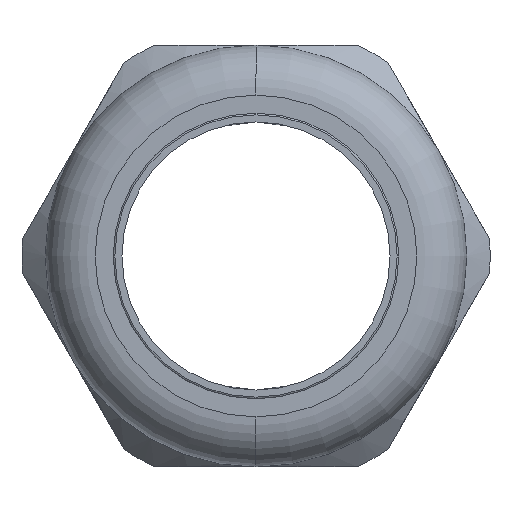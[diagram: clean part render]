
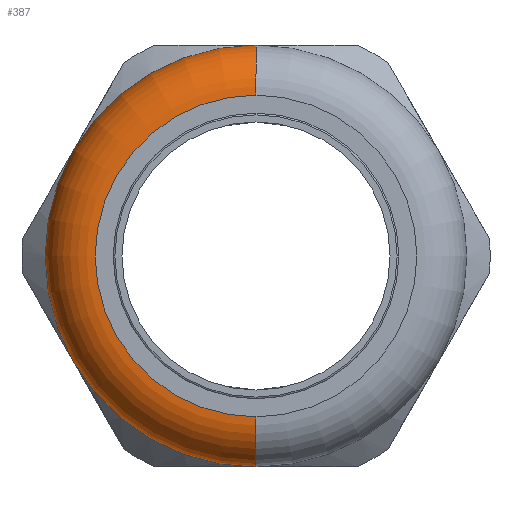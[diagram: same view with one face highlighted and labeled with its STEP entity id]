
A CAD part, left-side view. The second image highlights one B-rep face of the part: STEP entity #387.
In plain terms, the highlighted toroidal (fillet/blend) face has major radius 22.86 mm and minor radius 7.112 mm.
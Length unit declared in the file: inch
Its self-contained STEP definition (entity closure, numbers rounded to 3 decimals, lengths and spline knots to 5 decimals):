
#387 = ADVANCED_FACE ( 'NONE', ( #1283 ), #1282, .T. ) ;
#388 = EDGE_LOOP ( 'NONE', ( #389, #393, #396, #399 ) ) ;
#389 = ORIENTED_EDGE ( 'NONE', *, *, #390, .F. ) ;
#390 = EDGE_CURVE ( 'NONE', #391, #392, #1278, .T. ) ;
#391 = VERTEX_POINT ( 'NONE', #1273 ) ;
#392 = VERTEX_POINT ( 'NONE', #1272 ) ;
#393 = ORIENTED_EDGE ( 'NONE', *, *, #394, .T. ) ;
#394 = EDGE_CURVE ( 'NONE', #391, #395, #1271, .T. ) ;
#395 = VERTEX_POINT ( 'NONE', #1266 ) ;
#396 = ORIENTED_EDGE ( 'NONE', *, *, #397, .F. ) ;
#397 = EDGE_CURVE ( 'NONE', #398, #395, #1264, .T. ) ;
#398 = VERTEX_POINT ( 'NONE', #1259 ) ;
#399 = ORIENTED_EDGE ( 'NONE', *, *, #400, .F. ) ;
#400 = EDGE_CURVE ( 'NONE', #392, #398, #1257, .T. ) ;
#1255 = CARTESIAN_POINT ( 'NONE',  ( -1.96, 0., 0.9 ) ) ;
#1256 = AXIS2_PLACEMENT_3D ( 'NONE', #1255, #1317, #1316 ) ;
#1257 = CIRCLE ( 'NONE', #1256, 0.28 ) ;
#1259 = CARTESIAN_POINT ( 'NONE',  ( -2.24, 0., 0.9 ) ) ;
#1260 = DIRECTION ( 'NONE',  ( 0., 0., 1. ) ) ;
#1261 = DIRECTION ( 'NONE',  ( -1., 0., 0. ) ) ;
#1262 = CARTESIAN_POINT ( 'NONE',  ( -2.24, 0., 0. ) ) ;
#1263 = AXIS2_PLACEMENT_3D ( 'NONE', #1262, #1261, #1260 ) ;
#1264 = CIRCLE ( 'NONE', #1263, 0.9 ) ;
#1266 = CARTESIAN_POINT ( 'NONE',  ( -2.24, 0., -0.9 ) ) ;
#1267 = DIRECTION ( 'NONE',  ( 0., 0., 1. ) ) ;
#1268 = DIRECTION ( 'NONE',  ( 0., 1., 0. ) ) ;
#1269 = CARTESIAN_POINT ( 'NONE',  ( -1.96, 0., -0.9 ) ) ;
#1270 = AXIS2_PLACEMENT_3D ( 'NONE', #1269, #1268, #1267 ) ;
#1271 = CIRCLE ( 'NONE', #1270, 0.28 ) ;
#1272 = CARTESIAN_POINT ( 'NONE',  ( -1.96, 0., 1.18 ) ) ;
#1273 = CARTESIAN_POINT ( 'NONE',  ( -1.96, 0., -1.18 ) ) ;
#1274 = DIRECTION ( 'NONE',  ( 0., 0., 1. ) ) ;
#1275 = DIRECTION ( 'NONE',  ( 1., 0., 0. ) ) ;
#1276 = CARTESIAN_POINT ( 'NONE',  ( -1.96, 0., 0. ) ) ;
#1277 = AXIS2_PLACEMENT_3D ( 'NONE', #1276, #1275, #1274 ) ;
#1278 = CIRCLE ( 'NONE', #1277, 1.18 ) ;
#1279 = DIRECTION ( 'NONE',  ( 0., 0., 1. ) ) ;
#1280 = DIRECTION ( 'NONE',  ( -1., 0., 0. ) ) ;
#1281 = AXIS2_PLACEMENT_3D ( 'NONE', #1287, #1280, #1279 ) ;
#1282 = TOROIDAL_SURFACE ( 'NONE', #1281, 0.9, 0.28 ) ;
#1283 = FACE_OUTER_BOUND ( 'NONE', #388, .T. ) ;
#1287 = CARTESIAN_POINT ( 'NONE',  ( -1.96, 0., 0. ) ) ;
#1316 = DIRECTION ( 'NONE',  ( 0., 0., -1. ) ) ;
#1317 = DIRECTION ( 'NONE',  ( 0., -1., 0. ) ) ;
